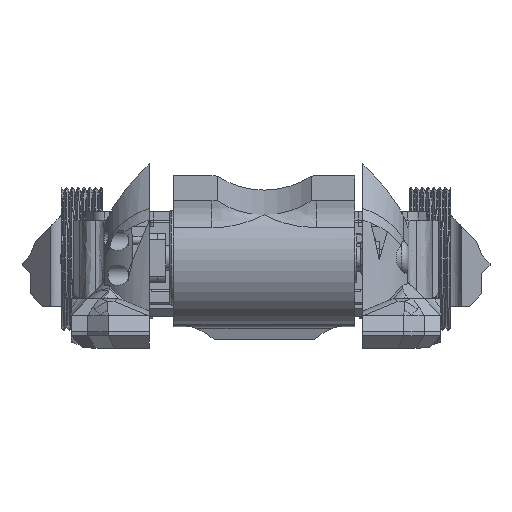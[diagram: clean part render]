
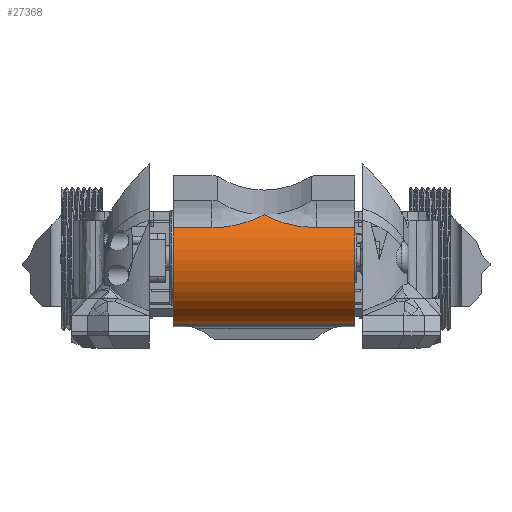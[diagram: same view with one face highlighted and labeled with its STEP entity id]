
A CAD part, front view. The second image highlights one B-rep face of the part: STEP entity #27368.
In plain terms, the highlighted cylindrical face has radius 16.836 mm (diameter 33.673 mm), a partial arc.
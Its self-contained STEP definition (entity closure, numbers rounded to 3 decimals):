
#1525=CYLINDRICAL_SURFACE('',#30271,16.836);
#1768=B_SPLINE_CURVE_WITH_KNOTS('',3,(#45009,#45010,#45011,#45012,#45013,
#45014,#45015,#45016),.UNSPECIFIED.,.F.,.F.,(4,2,1,1,4),(-4.496,
-4.494,-3.922,-3.635,-3.062),
 .UNSPECIFIED.);
#1771=B_SPLINE_CURVE_WITH_KNOTS('',3,(#45092,#45093,#45094,#45095,#45096,
#45097,#45098,#45099),.UNSPECIFIED.,.F.,.F.,(4,1,1,2,4),(-1.432,
-0.859,-0.573,0.,0.002),
 .UNSPECIFIED.);
#3427=FACE_OUTER_BOUND('',#5091,.T.);
#5091=EDGE_LOOP('',(#22953,#22954,#22955,#22956,#22957,#22958,#22959));
#6783=CIRCLE('',#30272,16.836);
#6784=CIRCLE('',#30273,16.836);
#8315=LINE('',#45105,#10364);
#8322=LINE('',#45856,#10371);
#8324=LINE('',#45864,#10373);
#10364=VECTOR('',#36869,10.);
#10371=VECTOR('',#36910,10.);
#10373=VECTOR('',#36922,10.);
#12740=VERTEX_POINT('',#45006);
#12741=VERTEX_POINT('',#45008);
#12745=VERTEX_POINT('',#45091);
#12747=VERTEX_POINT('',#45104);
#12772=VERTEX_POINT('',#45851);
#12773=VERTEX_POINT('',#45854);
#12774=VERTEX_POINT('',#45863);
#16284=EDGE_CURVE('',#12741,#12740,#1768,.T.);
#16291=EDGE_CURVE('',#12745,#12741,#1771,.T.);
#16294=EDGE_CURVE('',#12747,#12745,#8315,.T.);
#16328=EDGE_CURVE('',#12772,#12773,#8322,.T.);
#16331=EDGE_CURVE('',#12773,#12747,#6783,.T.);
#16332=EDGE_CURVE('',#12740,#12774,#8324,.T.);
#16333=EDGE_CURVE('',#12774,#12772,#6784,.T.);
#22953=ORIENTED_EDGE('',*,*,#16328,.T.);
#22954=ORIENTED_EDGE('',*,*,#16331,.T.);
#22955=ORIENTED_EDGE('',*,*,#16294,.T.);
#22956=ORIENTED_EDGE('',*,*,#16291,.T.);
#22957=ORIENTED_EDGE('',*,*,#16284,.T.);
#22958=ORIENTED_EDGE('',*,*,#16332,.T.);
#22959=ORIENTED_EDGE('',*,*,#16333,.T.);
#27368=ADVANCED_FACE('',(#3427),#1525,.T.);
#30271=AXIS2_PLACEMENT_3D('',#45861,#36918,#36919);
#30272=AXIS2_PLACEMENT_3D('',#45862,#36920,#36921);
#30273=AXIS2_PLACEMENT_3D('',#45865,#36923,#36924);
#36869=DIRECTION('',(-1.,0.,0.));
#36910=DIRECTION('',(1.,0.,0.));
#36918=DIRECTION('center_axis',(-1.,0.,0.));
#36919=DIRECTION('ref_axis',(0.,0.342,-0.94));
#36920=DIRECTION('center_axis',(-1.,0.,0.));
#36921=DIRECTION('ref_axis',(0.,0.342,-0.94));
#36922=DIRECTION('',(-1.,0.,0.));
#36923=DIRECTION('center_axis',(1.,0.,0.));
#36924=DIRECTION('ref_axis',(0.,0.342,-0.94));
#45006=CARTESIAN_POINT('',(-10.719,-62.15,-0.655));
#45008=CARTESIAN_POINT('',(2.,-60.185,2.469));
#45009=CARTESIAN_POINT('Ctrl Pts',(2.,-60.185,2.469));
#45010=CARTESIAN_POINT('Ctrl Pts',(1.995,-60.187,2.467));
#45011=CARTESIAN_POINT('Ctrl Pts',(1.991,-60.189,2.465));
#45012=CARTESIAN_POINT('Ctrl Pts',(0.671,-60.739,
1.772));
#45013=CARTESIAN_POINT('Ctrl Pts',(-1.571,-61.386,
0.784));
#45014=CARTESIAN_POINT('Ctrl Pts',(-5.91,-62.013,
-0.36));
#45015=CARTESIAN_POINT('Ctrl Pts',(-8.81,-62.15,
-0.655));
#45016=CARTESIAN_POINT('Ctrl Pts',(-10.719,-62.15,-0.655));
#45091=CARTESIAN_POINT('',(14.719,-62.15,-0.655));
#45092=CARTESIAN_POINT('Ctrl Pts',(14.719,-62.15,-0.655));
#45093=CARTESIAN_POINT('Ctrl Pts',(12.81,-62.15,-0.655));
#45094=CARTESIAN_POINT('Ctrl Pts',(9.911,-62.013,-0.359));
#45095=CARTESIAN_POINT('Ctrl Pts',(5.571,-61.385,0.784));
#45096=CARTESIAN_POINT('Ctrl Pts',(3.33,-60.738,1.772));
#45097=CARTESIAN_POINT('Ctrl Pts',(2.009,-60.189,2.465));
#45098=CARTESIAN_POINT('Ctrl Pts',(2.005,-60.187,2.467));
#45099=CARTESIAN_POINT('Ctrl Pts',(2.,-60.185,2.469));
#45104=CARTESIAN_POINT('',(24.,-62.15,-0.655));
#45105=CARTESIAN_POINT('',(-20.,-62.15,-0.655));
#45851=CARTESIAN_POINT('',(-20.,-51.133,-24.321));
#45854=CARTESIAN_POINT('',(24.,-51.133,-24.321));
#45856=CARTESIAN_POINT('',(-20.,-51.133,-24.321));
#45861=CARTESIAN_POINT('Origin',(-20.,-47.,-8.));
#45862=CARTESIAN_POINT('Origin',(24.,-47.,-8.));
#45863=CARTESIAN_POINT('',(-20.,-62.15,-0.655));
#45864=CARTESIAN_POINT('',(-20.,-62.15,-0.655));
#45865=CARTESIAN_POINT('Origin',(-20.,-47.,-8.));
